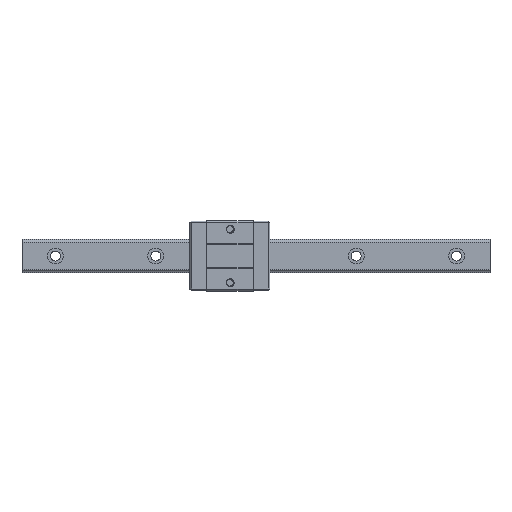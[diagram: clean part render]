
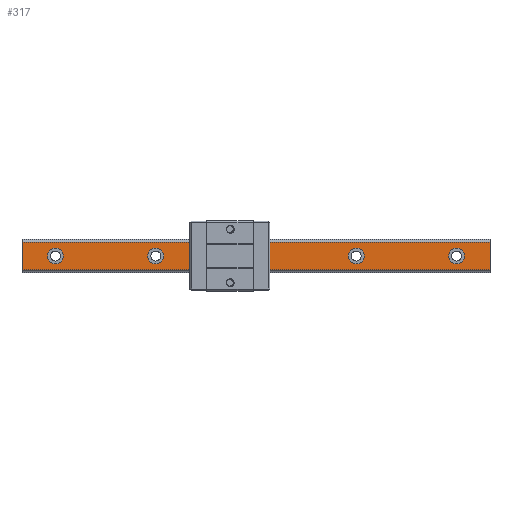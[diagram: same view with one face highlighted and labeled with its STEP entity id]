
A CAD part, top view. The second image highlights one B-rep face of the part: STEP entity #317.
In plain terms, the highlighted planar face has unit normal (0, 0, 1).
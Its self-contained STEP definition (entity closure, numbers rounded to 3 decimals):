
#117=FACE_BOUND('',#653,.T.);
#118=FACE_BOUND('',#654,.T.);
#119=FACE_BOUND('',#655,.T.);
#120=FACE_BOUND('',#656,.T.);
#121=FACE_BOUND('',#657,.T.);
#122=FACE_BOUND('',#658,.T.);
#206=PLANE('',#2919);
#317=ADVANCED_FACE('',(#117,#118,#119,#120,#121,#122),#206,.F.);
#653=EDGE_LOOP('',(#1404));
#654=EDGE_LOOP('',(#1405));
#655=EDGE_LOOP('',(#1406));
#656=EDGE_LOOP('',(#1407));
#657=EDGE_LOOP('',(#1408));
#658=EDGE_LOOP('',(#1409,#1410,#1411,#1412));
#817=LINE('',#3832,#999);
#853=LINE('',#4080,#1035);
#854=LINE('',#4094,#1036);
#855=LINE('',#4095,#1037);
#999=VECTOR('',#3113,1.);
#1035=VECTOR('',#3285,1.);
#1036=VECTOR('',#3300,1.);
#1037=VECTOR('',#3301,1.);
#1404=ORIENTED_EDGE('',*,*,#2436,.T.);
#1405=ORIENTED_EDGE('',*,*,#2437,.T.);
#1406=ORIENTED_EDGE('',*,*,#2438,.T.);
#1407=ORIENTED_EDGE('',*,*,#2439,.T.);
#1408=ORIENTED_EDGE('',*,*,#2440,.T.);
#1409=ORIENTED_EDGE('',*,*,#2441,.T.);
#1410=ORIENTED_EDGE('',*,*,#2340,.F.);
#1411=ORIENTED_EDGE('',*,*,#2442,.F.);
#1412=ORIENTED_EDGE('',*,*,#2434,.T.);
#2055=VERTEX_POINT('',#3823);
#2058=VERTEX_POINT('',#3831);
#2122=VERTEX_POINT('',#4079);
#2123=VERTEX_POINT('',#4081);
#2124=VERTEX_POINT('',#4085);
#2125=VERTEX_POINT('',#4087);
#2126=VERTEX_POINT('',#4089);
#2127=VERTEX_POINT('',#4091);
#2128=VERTEX_POINT('',#4093);
#2340=EDGE_CURVE('',#2058,#2055,#817,.T.);
#2434=EDGE_CURVE('',#2123,#2122,#853,.T.);
#2436=EDGE_CURVE('',#2124,#2124,#2768,.T.);
#2437=EDGE_CURVE('',#2125,#2125,#2769,.T.);
#2438=EDGE_CURVE('',#2126,#2126,#2770,.T.);
#2439=EDGE_CURVE('',#2127,#2127,#2771,.T.);
#2440=EDGE_CURVE('',#2128,#2128,#2772,.T.);
#2441=EDGE_CURVE('',#2122,#2055,#854,.T.);
#2442=EDGE_CURVE('',#2123,#2058,#855,.T.);
#2768=CIRCLE('',#2914,4.75);
#2769=CIRCLE('',#2915,4.75);
#2770=CIRCLE('',#2916,4.75);
#2771=CIRCLE('',#2917,4.75);
#2772=CIRCLE('',#2918,4.75);
#2914=AXIS2_PLACEMENT_3D('',#4084,#3290,#3291);
#2915=AXIS2_PLACEMENT_3D('',#4086,#3292,#3293);
#2916=AXIS2_PLACEMENT_3D('',#4088,#3294,#3295);
#2917=AXIS2_PLACEMENT_3D('',#4090,#3296,#3297);
#2918=AXIS2_PLACEMENT_3D('',#4092,#3298,#3299);
#2919=AXIS2_PLACEMENT_3D('',#4096,#3302,#3303);
#3113=DIRECTION('',(-1.,0.,0.));
#3285=DIRECTION('',(-1.,0.,0.));
#3290=DIRECTION('',(0.,0.,-1.));
#3291=DIRECTION('',(-1.,0.,0.));
#3292=DIRECTION('',(0.,0.,-1.));
#3293=DIRECTION('',(-1.,0.,0.));
#3294=DIRECTION('',(0.,0.,-1.));
#3295=DIRECTION('',(-1.,0.,0.));
#3296=DIRECTION('',(0.,0.,-1.));
#3297=DIRECTION('',(-1.,0.,0.));
#3298=DIRECTION('',(0.,0.,-1.));
#3299=DIRECTION('',(-1.,0.,0.));
#3300=DIRECTION('',(0.,-1.,0.));
#3301=DIRECTION('',(0.,-1.,0.));
#3302=DIRECTION('',(0.,0.,-1.));
#3303=DIRECTION('',(-1.,0.,0.));
#3823=CARTESIAN_POINT('',(-704.893,-956.044,16.5));
#3831=CARTESIAN_POINT('',(-424.893,-956.044,16.5));
#3832=CARTESIAN_POINT('',(-484.893,-956.044,16.5));
#4079=CARTESIAN_POINT('',(-704.893,-939.732,16.5));
#4080=CARTESIAN_POINT('',(-484.893,-939.732,16.5));
#4081=CARTESIAN_POINT('',(-424.893,-939.732,16.5));
#4084=CARTESIAN_POINT('',(-444.893,-947.888,16.5));
#4085=CARTESIAN_POINT('',(-449.643,-947.888,16.5));
#4086=CARTESIAN_POINT('',(-504.893,-947.888,16.5));
#4087=CARTESIAN_POINT('',(-509.643,-947.888,16.5));
#4088=CARTESIAN_POINT('',(-564.893,-947.888,16.5));
#4089=CARTESIAN_POINT('',(-569.643,-947.888,16.5));
#4090=CARTESIAN_POINT('',(-624.893,-947.888,16.5));
#4091=CARTESIAN_POINT('',(-629.643,-947.888,16.5));
#4092=CARTESIAN_POINT('',(-684.893,-947.888,16.5));
#4093=CARTESIAN_POINT('',(-689.643,-947.888,16.5));
#4094=CARTESIAN_POINT('',(-704.893,-939.732,16.5));
#4095=CARTESIAN_POINT('',(-424.893,-947.888,16.5));
#4096=CARTESIAN_POINT('',(-484.893,-939.732,16.5));
